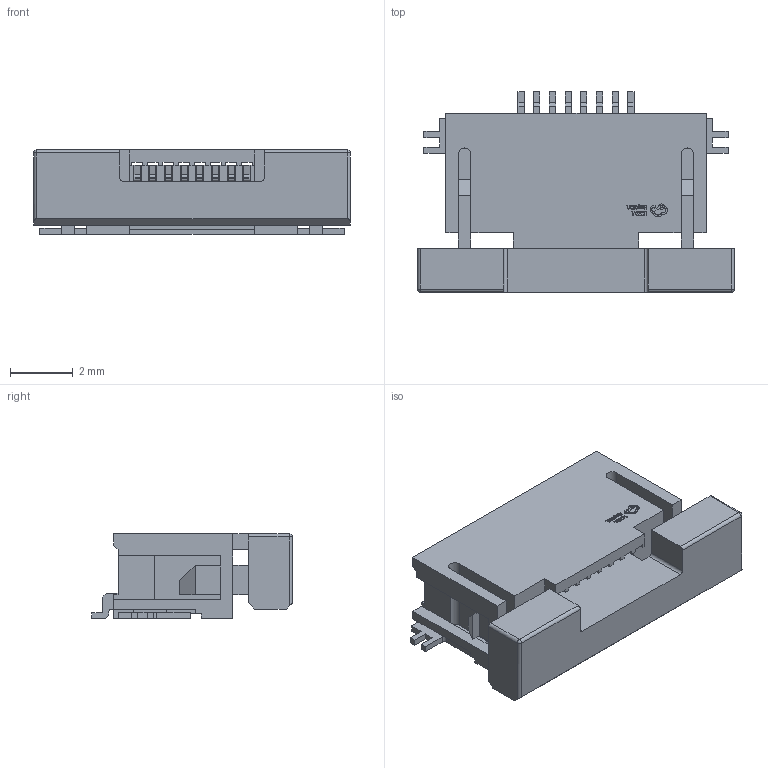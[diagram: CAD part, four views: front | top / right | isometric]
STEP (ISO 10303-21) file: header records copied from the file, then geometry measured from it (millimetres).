
FILE_DESCRIPTION (( 'STEP AP214' ), '1' );
FILE_NAME ('FPC-SMD_527450897.step', '2022-07-06T11:26:59', ( '' ), ( '' ), 'SwSTEP 2.0', 'SolidWorks 2020', '' );
FILE_SCHEMA (( 'AUTOMOTIVE_DESIGN' ));
Length unit declared in the file: millimetre
Products named in the file (1): FPC-SMD_527450897
Bounding box: 10.1 x 6.4 x 2.71 mm (x, y, z)
Volume: 85.2 mm3; surface area: 380.2 mm2
Topology: 11 solids, 11 shells, 814 faces, 2316 edges, 1522 vertices
Faces by surface type: plane 594, bspline 146, cylinder 72, sphere 2
Entity records: 36254 total; most frequent: CARTESIAN_POINT 8267, ORIENTED_EDGE 4628, DIRECTION 3496, EDGE_CURVE 2314, VECTOR 1874, LINE 1874, VERTEX_POINT 1522, EDGE_LOOP 844
